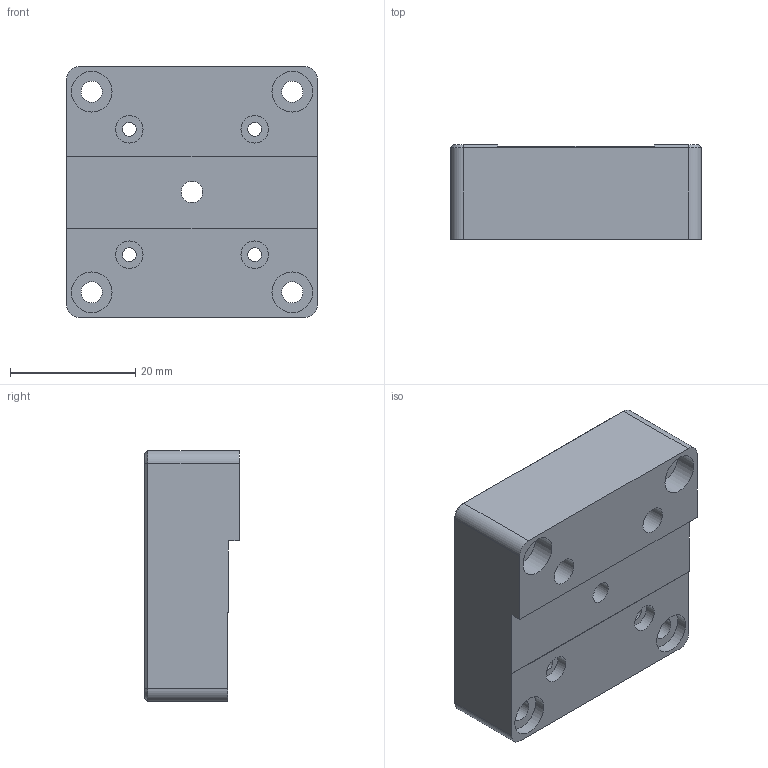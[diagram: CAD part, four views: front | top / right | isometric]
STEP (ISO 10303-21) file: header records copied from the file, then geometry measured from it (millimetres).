
FILE_DESCRIPTION(/* description */ (''),/* implementation_level */ '2;1');
FILE_NAME(/* name */ 'linear stage adapter_40mm_SM1TC - thick_v2.stp',/* time_stamp */ '2020-09-22T00:29:34-07:00',/* author */ ('hongquanli'),/* organization */ (''),/* preprocessor_version */ 'ST-DEVELOPER v18',/* originating_system */ 'Autodesk Inventor 2020',/* authorisation */ '');
FILE_SCHEMA (('AUTOMOTIVE_DESIGN { 1 0 10303 214 3 1 1 }'));
Length unit declared in the file: millimetre
Products named in the file (1): linear stage adapter_40mm_SM1TC - thick_v2
Bounding box: 40 x 15.12 x 40 mm (x, y, z)
Volume: 20802.9 mm3; surface area: 6632.3 mm2
Topology: 1 solids, 1 shells, 51 faces, 119 edges, 78 vertices
Faces by surface type: plane 26, cylinder 21, cone 4
Full cylindrical faces by diameter (mm): 2.2 x4, 3.4 x4, 3.454 x1, 4.4 x4, 6.5 x4
Entity records: 1548 total; most frequent: DIRECTION 273, CARTESIAN_POINT 249, ORIENTED_EDGE 238, EDGE_CURVE 119, AXIS2_PLACEMENT_3D 102, VERTEX_POINT 78, EDGE_LOOP 77, LINE 69
